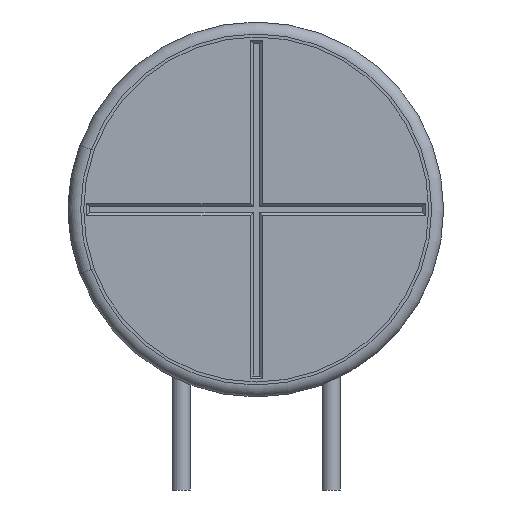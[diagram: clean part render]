
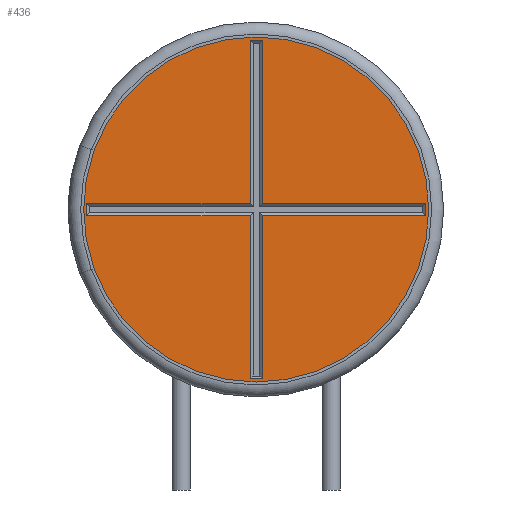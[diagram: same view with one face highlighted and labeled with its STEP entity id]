
A CAD part, left-side view. The second image highlights one B-rep face of the part: STEP entity #436.
In plain terms, the highlighted planar face has unit normal (-1, 0, 0).
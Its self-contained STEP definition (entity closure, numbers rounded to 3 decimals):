
#436=ADVANCED_FACE('',(#1036,#1038),#1040,.T.);
#1036=FACE_BOUND('',#1037,.T.);
#1037=EDGE_LOOP('',(#1503));
#1038=FACE_BOUND('',#1039,.T.);
#1039=EDGE_LOOP('',(#1504,#1505,#1506,#1507,#1508,#1509,#1510,#1511,#1512,#1513,
#1514,#1515));
#1040=PLANE('',#1041);
#1041=AXIS2_PLACEMENT_3D('',#1042,#1043,#1044);
#1042=CARTESIAN_POINT('',(-26.7,0.,0.));
#1043=DIRECTION('',(-1.,0.,0.));
#1044=DIRECTION('',(0.,0.,1.));
#1503=ORIENTED_EDGE('',*,*,#1737,.T.);
#1504=ORIENTED_EDGE('',*,*,#1756,.T.);
#1505=ORIENTED_EDGE('',*,*,#1757,.T.);
#1506=ORIENTED_EDGE('',*,*,#1758,.T.);
#1507=ORIENTED_EDGE('',*,*,#1759,.T.);
#1508=ORIENTED_EDGE('',*,*,#1760,.T.);
#1509=ORIENTED_EDGE('',*,*,#1761,.T.);
#1510=ORIENTED_EDGE('',*,*,#1762,.T.);
#1511=ORIENTED_EDGE('',*,*,#1763,.T.);
#1512=ORIENTED_EDGE('',*,*,#1764,.T.);
#1513=ORIENTED_EDGE('',*,*,#1765,.T.);
#1514=ORIENTED_EDGE('',*,*,#1766,.T.);
#1515=ORIENTED_EDGE('',*,*,#1767,.T.);
#1737=EDGE_CURVE('',#1988,#1988,#1989,.T.);
#1756=EDGE_CURVE('',#2022,#2023,#2024,.F.);
#1757=EDGE_CURVE('',#2023,#2025,#2026,.F.);
#1758=EDGE_CURVE('',#2025,#2027,#2028,.F.);
#1759=EDGE_CURVE('',#2027,#2029,#2030,.F.);
#1760=EDGE_CURVE('',#2029,#2031,#2032,.F.);
#1761=EDGE_CURVE('',#2031,#2033,#2034,.F.);
#1762=EDGE_CURVE('',#2033,#2035,#2036,.F.);
#1763=EDGE_CURVE('',#2035,#2037,#2038,.F.);
#1764=EDGE_CURVE('',#2037,#2039,#2040,.F.);
#1765=EDGE_CURVE('',#2039,#2041,#2042,.F.);
#1766=EDGE_CURVE('',#2041,#2043,#2044,.F.);
#1767=EDGE_CURVE('',#2043,#2022,#2045,.F.);
#1988=VERTEX_POINT('',#2555);
#1989=CIRCLE('',#2556,5.75);
#2022=VERTEX_POINT('',#2636);
#2023=VERTEX_POINT('',#2637);
#2024=LINE('',#2638,#2639);
#2025=VERTEX_POINT('',#2641);
#2026=LINE('',#2642,#2643);
#2027=VERTEX_POINT('',#2645);
#2028=LINE('',#2646,#2647);
#2029=VERTEX_POINT('',#2649);
#2030=LINE('',#2650,#2651);
#2031=VERTEX_POINT('',#2653);
#2032=LINE('',#2654,#2655);
#2033=VERTEX_POINT('',#2657);
#2034=LINE('',#2658,#2659);
#2035=VERTEX_POINT('',#2661);
#2036=LINE('',#2662,#2663);
#2037=VERTEX_POINT('',#2665);
#2038=LINE('',#2666,#2667);
#2039=VERTEX_POINT('',#2669);
#2040=LINE('',#2670,#2671);
#2041=VERTEX_POINT('',#2673);
#2042=LINE('',#2674,#2675);
#2043=VERTEX_POINT('',#2677);
#2044=LINE('',#2678,#2679);
#2045=LINE('',#2681,#2682);
#2555=CARTESIAN_POINT('',(-26.7,0.,12.1));
#2556=AXIS2_PLACEMENT_3D('',#2557,#2558,#2559);
#2557=CARTESIAN_POINT('',(-26.7,0.,6.35));
#2558=DIRECTION('',(-1.,0.,0.));
#2559=DIRECTION('',(0.,0.,1.));
#2636=CARTESIAN_POINT('',(-26.7,-0.2,6.55));
#2637=CARTESIAN_POINT('',(-26.7,-5.65,6.55));
#2638=CARTESIAN_POINT('',(-26.7,-5.65,6.55));
#2639=VECTOR('',#2640,1.);
#2640=DIRECTION('',(0.,1.,0.));
#2641=CARTESIAN_POINT('',(-26.7,-5.65,6.15));
#2642=CARTESIAN_POINT('',(-26.7,-5.65,6.15));
#2643=VECTOR('',#2644,1.);
#2644=DIRECTION('',(0.,0.,1.));
#2645=CARTESIAN_POINT('',(-26.7,-0.2,6.15));
#2646=CARTESIAN_POINT('',(-26.7,-0.2,6.15));
#2647=VECTOR('',#2648,1.);
#2648=DIRECTION('',(0.,-1.,0.));
#2649=CARTESIAN_POINT('',(-26.7,-0.2,0.7));
#2650=CARTESIAN_POINT('',(-26.7,-0.2,0.7));
#2651=VECTOR('',#2652,1.);
#2652=DIRECTION('',(0.,0.,1.));
#2653=CARTESIAN_POINT('',(-26.7,0.2,0.7));
#2654=CARTESIAN_POINT('',(-26.7,0.2,0.7));
#2655=VECTOR('',#2656,1.);
#2656=DIRECTION('',(0.,-1.,0.));
#2657=CARTESIAN_POINT('',(-26.7,0.2,6.15));
#2658=CARTESIAN_POINT('',(-26.7,0.2,6.15));
#2659=VECTOR('',#2660,1.);
#2660=DIRECTION('',(0.,0.,-1.));
#2661=CARTESIAN_POINT('',(-26.7,5.65,6.15));
#2662=CARTESIAN_POINT('',(-26.7,5.65,6.15));
#2663=VECTOR('',#2664,1.);
#2664=DIRECTION('',(0.,-1.,0.));
#2665=CARTESIAN_POINT('',(-26.7,5.65,6.55));
#2666=CARTESIAN_POINT('',(-26.7,5.65,6.55));
#2667=VECTOR('',#2668,1.);
#2668=DIRECTION('',(0.,0.,-1.));
#2669=CARTESIAN_POINT('',(-26.7,0.2,6.55));
#2670=CARTESIAN_POINT('',(-26.7,0.2,6.55));
#2671=VECTOR('',#2672,1.);
#2672=DIRECTION('',(0.,1.,0.));
#2673=CARTESIAN_POINT('',(-26.7,0.2,12.));
#2674=CARTESIAN_POINT('',(-26.7,0.2,12.));
#2675=VECTOR('',#2676,1.);
#2676=DIRECTION('',(0.,0.,-1.));
#2677=CARTESIAN_POINT('',(-26.7,-0.2,12.));
#2678=CARTESIAN_POINT('',(-26.7,-0.2,12.));
#2679=VECTOR('',#2680,1.);
#2680=DIRECTION('',(0.,1.,0.));
#2681=CARTESIAN_POINT('',(-26.7,-0.2,6.55));
#2682=VECTOR('',#2683,1.);
#2683=DIRECTION('',(0.,0.,1.));
